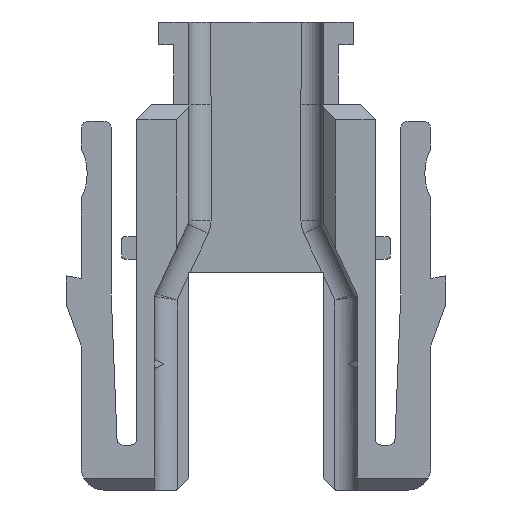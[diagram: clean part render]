
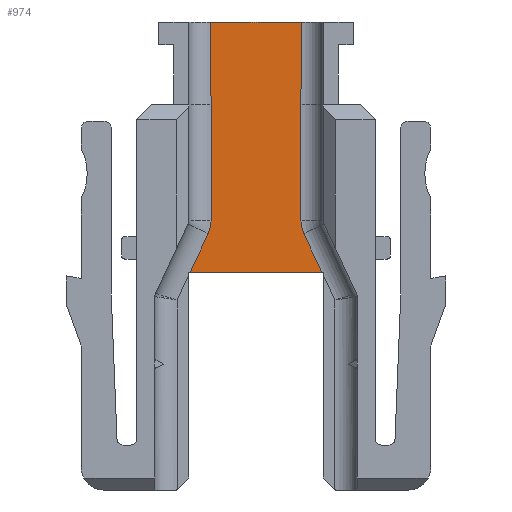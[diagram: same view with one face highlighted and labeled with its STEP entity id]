
A CAD part, front view. The second image highlights one B-rep face of the part: STEP entity #974.
In plain terms, the highlighted planar face has unit normal (0, -1, 0).
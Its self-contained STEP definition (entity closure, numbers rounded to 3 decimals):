
#734=FACE_OUTER_BOUND('',#2465,.T.);
#974=ADVANCED_FACE('',(#734),#1209,.T.);
#1209=PLANE('',#5277);
#1521=LINE('',#7166,#2033);
#1542=LINE('',#7216,#2054);
#1543=LINE('',#7217,#2055);
#1544=LINE('',#7221,#2056);
#1545=LINE('',#7223,#2057);
#1546=LINE('',#7225,#2058);
#1547=LINE('',#7227,#2059);
#1548=LINE('',#7229,#2060);
#2033=VECTOR('',#5816,1.);
#2054=VECTOR('',#5853,1.);
#2055=VECTOR('',#5854,1.);
#2056=VECTOR('',#5857,1.);
#2057=VECTOR('',#5858,1.);
#2058=VECTOR('',#5859,1.);
#2059=VECTOR('',#5860,1.);
#2060=VECTOR('',#5861,1.);
#2465=EDGE_LOOP('',(#2931,#2932,#2933,#2934,#2935,#2936,#2937,#2938,#2939,
#2940));
#2931=ORIENTED_EDGE('',*,*,#4579,.T.);
#2932=ORIENTED_EDGE('',*,*,#4580,.T.);
#2933=ORIENTED_EDGE('',*,*,#4555,.T.);
#2934=ORIENTED_EDGE('',*,*,#4581,.F.);
#2935=ORIENTED_EDGE('',*,*,#4582,.F.);
#2936=ORIENTED_EDGE('',*,*,#4583,.F.);
#2937=ORIENTED_EDGE('',*,*,#4584,.F.);
#2938=ORIENTED_EDGE('',*,*,#4585,.T.);
#2939=ORIENTED_EDGE('',*,*,#4586,.T.);
#2940=ORIENTED_EDGE('',*,*,#4587,.T.);
#4116=VERTEX_POINT('',#7167);
#4117=VERTEX_POINT('',#7168);
#4133=VERTEX_POINT('',#7214);
#4134=VERTEX_POINT('',#7215);
#4135=VERTEX_POINT('',#7218);
#4136=VERTEX_POINT('',#7220);
#4137=VERTEX_POINT('',#7222);
#4138=VERTEX_POINT('',#7224);
#4139=VERTEX_POINT('',#7226);
#4140=VERTEX_POINT('',#7228);
#4555=EDGE_CURVE('',#4116,#4117,#1521,.T.);
#4579=EDGE_CURVE('',#4133,#4134,#5034,.T.);
#4580=EDGE_CURVE('',#4134,#4116,#1542,.T.);
#4581=EDGE_CURVE('',#4135,#4117,#1543,.T.);
#4582=EDGE_CURVE('',#4136,#4135,#5035,.T.);
#4583=EDGE_CURVE('',#4137,#4136,#1544,.T.);
#4584=EDGE_CURVE('',#4138,#4137,#1545,.T.);
#4585=EDGE_CURVE('',#4138,#4139,#1546,.T.);
#4586=EDGE_CURVE('',#4139,#4140,#1547,.T.);
#4587=EDGE_CURVE('',#4140,#4133,#1548,.T.);
#5034=CIRCLE('',#5275,2.);
#5035=CIRCLE('',#5276,2.);
#5275=AXIS2_PLACEMENT_3D('',#7213,#5851,#5852);
#5276=AXIS2_PLACEMENT_3D('',#7219,#5855,#5856);
#5277=AXIS2_PLACEMENT_3D('',#7230,#5862,#5863);
#5816=DIRECTION('',(1.,0.,0.));
#5851=DIRECTION('',(0.,1.,0.));
#5852=DIRECTION('',(0.,0.,-1.));
#5853=DIRECTION('',(-0.423,0.,-0.906));
#5854=DIRECTION('',(0.423,0.,-0.906));
#5855=DIRECTION('',(0.,-1.,0.));
#5856=DIRECTION('',(0.,0.,-1.));
#5857=DIRECTION('',(0.,0.,-1.));
#5858=DIRECTION('',(0.,0.,-1.));
#5859=DIRECTION('',(-1.,0.,0.));
#5860=DIRECTION('',(0.,0.,-1.));
#5861=DIRECTION('',(0.,0.,-1.));
#5862=DIRECTION('',(0.,-1.,0.));
#5863=DIRECTION('',(0.,0.,-1.));
#7166=CARTESIAN_POINT('',(-4.5,10.5,14.5));
#7167=CARTESIAN_POINT('',(-4.395,10.5,14.5));
#7168=CARTESIAN_POINT('',(4.395,10.5,14.5));
#7213=CARTESIAN_POINT('',(-5.,10.5,17.936));
#7214=CARTESIAN_POINT('',(-3.,10.5,17.936));
#7215=CARTESIAN_POINT('',(-3.187,10.5,17.091));
#7216=CARTESIAN_POINT('',(-0.124,10.5,23.66));
#7217=CARTESIAN_POINT('',(0.124,10.5,23.66));
#7218=CARTESIAN_POINT('',(3.187,10.5,17.091));
#7219=CARTESIAN_POINT('',(5.,10.5,17.936));
#7220=CARTESIAN_POINT('',(3.,10.5,17.936));
#7221=CARTESIAN_POINT('',(3.,10.5,25.7));
#7222=CARTESIAN_POINT('',(3.,10.5,25.7));
#7223=CARTESIAN_POINT('',(3.,10.5,28.45));
#7224=CARTESIAN_POINT('',(3.,10.5,31.2));
#7225=CARTESIAN_POINT('',(-1.5,10.5,31.2));
#7226=CARTESIAN_POINT('',(-3.,10.5,31.2));
#7227=CARTESIAN_POINT('',(-3.,10.5,28.45));
#7228=CARTESIAN_POINT('',(-3.,10.5,25.7));
#7229=CARTESIAN_POINT('',(-3.,10.5,25.7));
#7230=CARTESIAN_POINT('',(-4.5,10.5,25.7));
